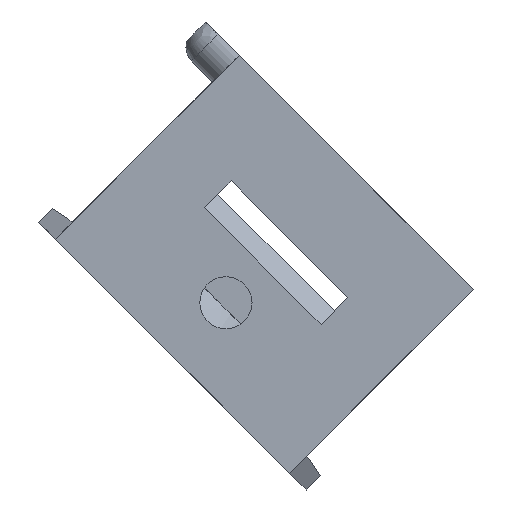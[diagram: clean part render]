
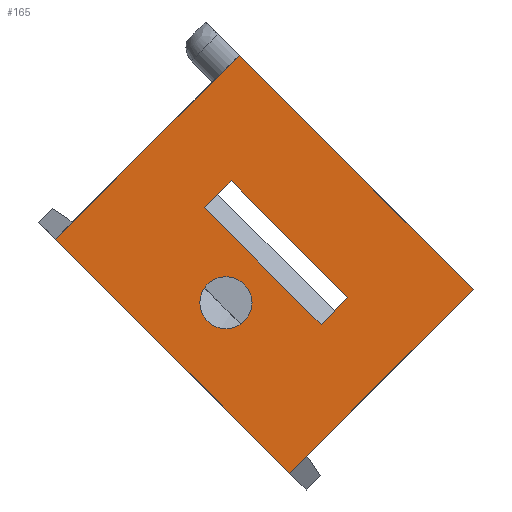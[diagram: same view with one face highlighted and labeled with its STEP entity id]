
A CAD part, front view. The second image highlights one B-rep face of the part: STEP entity #165.
In plain terms, the highlighted planar face has unit normal (0, -1, 0).
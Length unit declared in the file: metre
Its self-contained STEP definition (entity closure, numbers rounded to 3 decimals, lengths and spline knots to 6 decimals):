
#165 = ADVANCED_FACE( '', ( #391, #392, #393 ), #394, .T. );
#391 = FACE_BOUND( '', #721, .T. );
#392 = FACE_BOUND( '', #722, .T. );
#393 = FACE_OUTER_BOUND( '', #723, .T. );
#394 = PLANE( '', #724 );
#721 = EDGE_LOOP( '', ( #1161 ) );
#722 = EDGE_LOOP( '', ( #1162, #1163, #1164, #1165 ) );
#723 = EDGE_LOOP( '', ( #1166, #1167, #1168, #1169 ) );
#724 = AXIS2_PLACEMENT_3D( '', #1170, #1171, #1172 );
#1161 = ORIENTED_EDGE( '', *, *, #1908, .F. );
#1162 = ORIENTED_EDGE( '', *, *, #1909, .F. );
#1163 = ORIENTED_EDGE( '', *, *, #1841, .T. );
#1164 = ORIENTED_EDGE( '', *, *, #1780, .F. );
#1165 = ORIENTED_EDGE( '', *, *, #1910, .F. );
#1166 = ORIENTED_EDGE( '', *, *, #1822, .F. );
#1167 = ORIENTED_EDGE( '', *, *, #1911, .F. );
#1168 = ORIENTED_EDGE( '', *, *, #1912, .T. );
#1169 = ORIENTED_EDGE( '', *, *, #1913, .T. );
#1170 = CARTESIAN_POINT( '', ( 0.013478, -0.009725, 0.102098 ) );
#1171 = DIRECTION( '', ( 0., -1., 0. ) );
#1172 = DIRECTION( '', ( 0., 0., -1. ) );
#1780 = EDGE_CURVE( '', #2123, #2125, #2126, .T. );
#1822 = EDGE_CURVE( '', #2196, #2198, #2199, .T. );
#1841 = EDGE_CURVE( '', #2231, #2125, #2232, .T. );
#1908 = EDGE_CURVE( '', #2343, #2343, #2344, .T. );
#1909 = EDGE_CURVE( '', #2231, #2345, #2346, .T. );
#1910 = EDGE_CURVE( '', #2345, #2123, #2347, .T. );
#1911 = EDGE_CURVE( '', #2348, #2196, #2349, .T. );
#1912 = EDGE_CURVE( '', #2348, #2350, #2351, .T. );
#1913 = EDGE_CURVE( '', #2350, #2198, #2352, .T. );
#2123 = VERTEX_POINT( '', #2628 );
#2125 = VERTEX_POINT( '', #2631 );
#2126 = LINE( '', #2632, #2633 );
#2196 = VERTEX_POINT( '', #2748 );
#2198 = VERTEX_POINT( '', #2751 );
#2199 = LINE( '', #2752, #2753 );
#2231 = VERTEX_POINT( '', #2799 );
#2232 = LINE( '', #2800, #2801 );
#2343 = VERTEX_POINT( '', #2962 );
#2344 = CIRCLE( '', #2963, 0.003505 );
#2345 = VERTEX_POINT( '', #2964 );
#2346 = LINE( '', #2965, #2966 );
#2347 = LINE( '', #2967, #2968 );
#2348 = VERTEX_POINT( '', #2969 );
#2349 = LINE( '', #2970, #2971 );
#2350 = VERTEX_POINT( '', #2972 );
#2351 = LINE( '', #2973, #2974 );
#2352 = LINE( '', #2975, #2976 );
#2628 = CARTESIAN_POINT( '', ( 0.019112, -0.009725, 0.123405 ) );
#2631 = CARTESIAN_POINT( '', ( 0.01552, -0.009725, 0.119813 ) );
#2632 = CARTESIAN_POINT( '', ( 0.017316, -0.009725, 0.121609 ) );
#2633 = VECTOR( '', #3331, 1. );
#2748 = CARTESIAN_POINT( '', ( 0.026948, -0.009725, 0.084137 ) );
#2751 = CARTESIAN_POINT( '', ( -0.004483, -0.009725, 0.115568 ) );
#2752 = CARTESIAN_POINT( '', ( 0.011233, -0.009725, 0.099853 ) );
#2753 = VECTOR( '', #3373, 1. );
#2799 = CARTESIAN_POINT( '', ( 0.031193, -0.009725, 0.10414 ) );
#2800 = CARTESIAN_POINT( '', ( 0.01552, -0.009725, 0.119813 ) );
#2801 = VECTOR( '', #3388, 1. );
#2962 = CARTESIAN_POINT( '', ( 0.018417, -0.009725, 0.103532 ) );
#2963 = AXIS2_PLACEMENT_3D( '', #3451, #3452, #3453 );
#2964 = CARTESIAN_POINT( '', ( 0.034785, -0.009725, 0.107732 ) );
#2965 = CARTESIAN_POINT( '', ( 0.032989, -0.009725, 0.105936 ) );
#2966 = VECTOR( '', #3454, 1. );
#2967 = CARTESIAN_POINT( '', ( 0.026948, -0.009725, 0.115568 ) );
#2968 = VECTOR( '', #3455, 1. );
#2969 = CARTESIAN_POINT( '', ( 0.051644, -0.009725, 0.108833 ) );
#2970 = CARTESIAN_POINT( '', ( 0.029193, -0.009725, 0.086383 ) );
#2971 = VECTOR( '', #3456, 1. );
#2972 = CARTESIAN_POINT( '', ( 0.020213, -0.009725, 0.140264 ) );
#2973 = CARTESIAN_POINT( '', ( 0.035929, -0.009725, 0.124549 ) );
#2974 = VECTOR( '', #3457, 1. );
#2975 = CARTESIAN_POINT( '', ( -0.002237, -0.009725, 0.117813 ) );
#2976 = VECTOR( '', #3458, 1. );
#3331 = DIRECTION( '', ( -0.707, 0., -0.707 ) );
#3373 = DIRECTION( '', ( -0.707, 0., 0.707 ) );
#3388 = DIRECTION( '', ( -0.707, 0., 0.707 ) );
#3451 = CARTESIAN_POINT( '', ( 0.018417, -0.009725, 0.107037 ) );
#3452 = DIRECTION( '', ( 0., -1., 0. ) );
#3453 = DIRECTION( '', ( 0., 0., -1. ) );
#3454 = DIRECTION( '', ( 0.707, 0., 0.707 ) );
#3455 = DIRECTION( '', ( -0.707, 0., 0.707 ) );
#3456 = DIRECTION( '', ( -0.707, 0., -0.707 ) );
#3457 = DIRECTION( '', ( -0.707, 0., 0.707 ) );
#3458 = DIRECTION( '', ( -0.707, 0., -0.707 ) );
